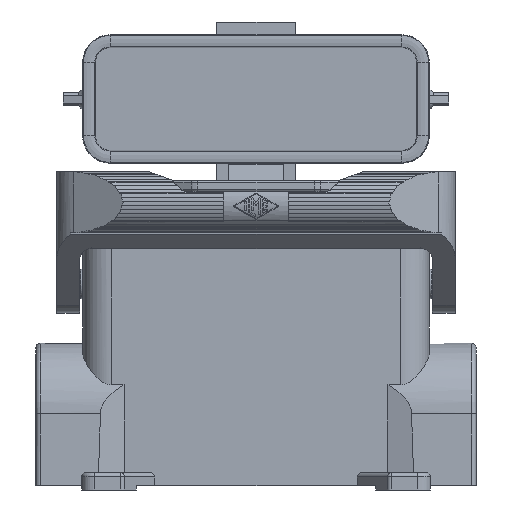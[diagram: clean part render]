
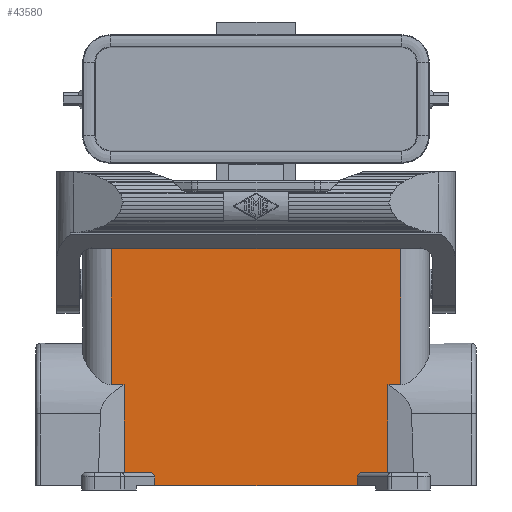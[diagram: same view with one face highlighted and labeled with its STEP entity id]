
A CAD part, front view. The second image highlights one B-rep face of the part: STEP entity #43580.
In plain terms, the highlighted face is planar.
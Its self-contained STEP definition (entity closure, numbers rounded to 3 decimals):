
#16670=CARTESIAN_POINT('',(-20.388,-53.,29.4));
#16680=VERTEX_POINT('',#16670);
#16710=CARTESIAN_POINT('',(3.07,-53.,29.4));
#16720=DIRECTION('',(1.,0.,0.));
#16730=VECTOR('',#16720,1.);
#16740=LINE('',#16710,#16730);
#16750=CARTESIAN_POINT('',(26.188,-53.,29.4));
#16760=VERTEX_POINT('',#16750);
#16770=EDGE_CURVE('',#16680,#16760,#16740,.T.);
#23010=CARTESIAN_POINT('',(-30.35,3.,29.4));
#23020=VERTEX_POINT('',#23010);
#23450=CARTESIAN_POINT('',(36.15,3.,29.4));
#23460=VERTEX_POINT('',#23450);
#23490=CARTESIAN_POINT('',(42.65,3.,29.4));
#23500=DIRECTION('',(-1.,0.,0.));
#23510=VECTOR('',#23500,1.);
#23520=LINE('',#23490,#23510);
#23530=EDGE_CURVE('',#23460,#23020,#23520,.T.);
#42420=CARTESIAN_POINT('',(26.188,-53.,29.4));
#42430=DIRECTION('',(0.,-1.,0.));
#42440=VECTOR('',#42430,1.);
#42450=LINE('',#42420,#42440);
#42460=CARTESIAN_POINT('',(26.188,-51.,29.4));
#42470=VERTEX_POINT('',#42460);
#42480=EDGE_CURVE('',#42470,#16760,#42450,.T.);
#42660=CARTESIAN_POINT('',(-30.35,3.,29.4));
#42670=DIRECTION('',(0.,0.,1.));
#42680=DIRECTION('',(1.,0.,0.));
#42690=AXIS2_PLACEMENT_3D('',#42660,#42670,#42680);
#42700=PLANE('',#42690);
#42710=CARTESIAN_POINT('',(36.15,3.,29.4));
#42720=DIRECTION('',(0.,-1.,0.));
#42730=VECTOR('',#42720,1.);
#42740=LINE('',#42710,#42730);
#42750=CARTESIAN_POINT('',(36.15,-29.812,29.4));
#42760=VERTEX_POINT('',#42750);
#42770=EDGE_CURVE('',#23460,#42760,#42740,.T.);
#42780=ORIENTED_EDGE('',*,*,#42770,.F.);
#42790=CARTESIAN_POINT('',(-47.6,-29.812,29.4));
#42800=DIRECTION('',(1.,0.,0.));
#42810=VECTOR('',#42800,1.);
#42820=LINE('',#42790,#42810);
#42830=CARTESIAN_POINT('',(33.189,-29.812,29.4));
#42840=VERTEX_POINT('',#42830);
#42850=EDGE_CURVE('',#42840,#42760,#42820,.T.);
#42860=ORIENTED_EDGE('',*,*,#42850,.T.);
#42870=CARTESIAN_POINT('',(33.189,-53.,29.4));
#42880=DIRECTION('',(0.,-1.,0.));
#42890=VECTOR('',#42880,1.);
#42900=LINE('',#42870,#42890);
#42910=CARTESIAN_POINT('',(33.189,-50.,29.4));
#42920=VERTEX_POINT('',#42910);
#42930=EDGE_CURVE('',#42840,#42920,#42900,.T.);
#42940=ORIENTED_EDGE('',*,*,#42930,.F.);
#42950=CARTESIAN_POINT('',(3.07,-50.,29.4));
#42960=DIRECTION('',(-1.,0.,0.));
#42970=VECTOR('',#42960,1.);
#42980=LINE('',#42950,#42970);
#42990=CARTESIAN_POINT('',(27.409,-50.,29.4));
#43000=VERTEX_POINT('',#42990);
#43010=EDGE_CURVE('',#42920,#43000,#42980,.T.);
#43020=ORIENTED_EDGE('',*,*,#43010,.F.);
#43030=CARTESIAN_POINT('',(27.409,-51.,29.4));
#43040=DIRECTION('',(0.,0.,1.));
#43050=DIRECTION('',(1.,0.,0.));
#43060=AXIS2_PLACEMENT_3D('',#43030,#43040,#43050);
#43070=ELLIPSE('',#43060,1.221,1.);
#43080=EDGE_CURVE('',#43000,#42470,#43070,.T.);
#43090=ORIENTED_EDGE('',*,*,#43080,.F.);
#43100=ORIENTED_EDGE('',*,*,#42480,.F.);
#43110=ORIENTED_EDGE('',*,*,#16770,.T.);
#43120=CARTESIAN_POINT('',(-20.388,-53.,29.4));
#43130=DIRECTION('',(0.,-1.,0.));
#43140=VECTOR('',#43130,1.);
#43150=LINE('',#43120,#43140);
#43160=CARTESIAN_POINT('',(-20.388,-51.,29.4));
#43170=VERTEX_POINT('',#43160);
#43180=EDGE_CURVE('',#43170,#16680,#43150,.T.);
#43190=ORIENTED_EDGE('',*,*,#43180,.T.);
#43200=CARTESIAN_POINT('',(-21.609,-51.,29.4));
#43210=DIRECTION('',(0.,0.,1.));
#43220=DIRECTION('',(1.,0.,0.));
#43230=AXIS2_PLACEMENT_3D('',#43200,#43210,#43220);
#43240=ELLIPSE('',#43230,1.221,1.);
#43250=CARTESIAN_POINT('',(-21.609,-50.,29.4));
#43260=VERTEX_POINT('',#43250);
#43270=EDGE_CURVE('',#43170,#43260,#43240,.T.);
#43280=ORIENTED_EDGE('',*,*,#43270,.F.);
#43290=CARTESIAN_POINT('',(3.07,-50.,29.4));
#43300=DIRECTION('',(1.,0.,0.));
#43310=VECTOR('',#43300,1.);
#43320=LINE('',#43290,#43310);
#43330=CARTESIAN_POINT('',(-27.389,-50.,29.4));
#43340=VERTEX_POINT('',#43330);
#43350=EDGE_CURVE('',#43340,#43260,#43320,.T.);
#43360=ORIENTED_EDGE('',*,*,#43350,.T.);
#43370=CARTESIAN_POINT('',(-27.389,-53.,29.4));
#43380=DIRECTION('',(0.,-1.,0.));
#43390=VECTOR('',#43380,1.);
#43400=LINE('',#43370,#43390);
#43410=CARTESIAN_POINT('',(-27.389,-29.812,29.4));
#43420=VERTEX_POINT('',#43410);
#43430=EDGE_CURVE('',#43420,#43340,#43400,.T.);
#43440=ORIENTED_EDGE('',*,*,#43430,.T.);
#43450=CARTESIAN_POINT('',(-30.35,-29.812,29.4));
#43460=VERTEX_POINT('',#43450);
#43470=EDGE_CURVE('',#43460,#43420,#42820,.T.);
#43480=ORIENTED_EDGE('',*,*,#43470,.T.);
#43490=CARTESIAN_POINT('',(-30.35,3.,29.4));
#43500=DIRECTION('',(0.,-1.,0.));
#43510=VECTOR('',#43500,1.);
#43520=LINE('',#43490,#43510);
#43530=EDGE_CURVE('',#23020,#43460,#43520,.T.);
#43540=ORIENTED_EDGE('',*,*,#43530,.T.);
#43550=ORIENTED_EDGE('',*,*,#23530,.T.);
#43560=EDGE_LOOP('',(#43550,#43540,#43480,#43440,#43360,#43280,#43190,
#43110,#43100,#43090,#43020,#42940,#42860,#42780));
#43570=FACE_OUTER_BOUND('',#43560,.T.);
#43580=ADVANCED_FACE('',(#43570),#42700,.T.);
